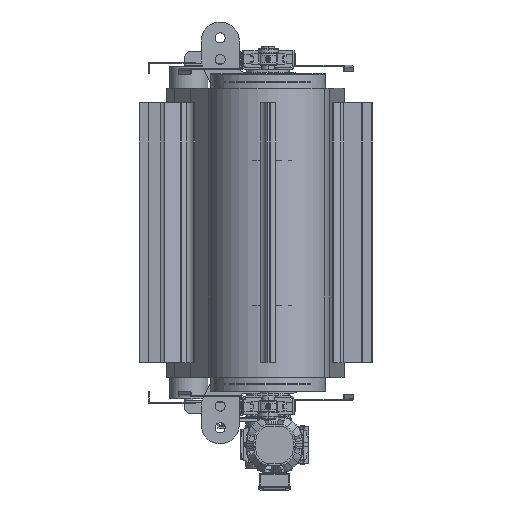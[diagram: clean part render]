
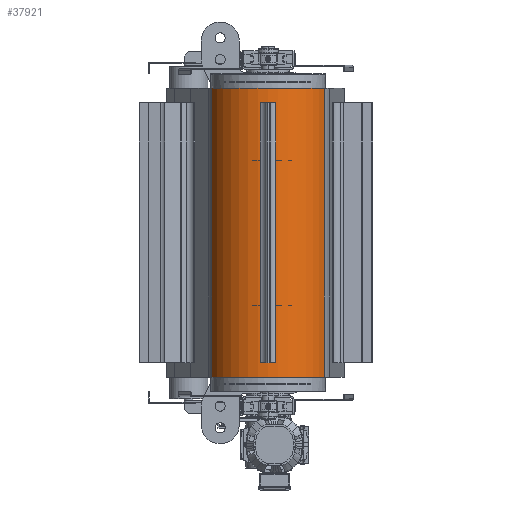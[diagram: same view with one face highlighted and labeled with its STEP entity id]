
A CAD part, left-side view. The second image highlights one B-rep face of the part: STEP entity #37921.
In plain terms, the highlighted cylindrical face has radius 213 mm (diameter 426 mm), a partial arc.
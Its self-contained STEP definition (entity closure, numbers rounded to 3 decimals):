
#7381=FACE_OUTER_BOUND('',#12264,.F.);
#12264=EDGE_LOOP('',(#28922,#28923,#28924,#28925));
#28922=ORIENTED_EDGE('',*,*,#66417,.T.);
#28923=ORIENTED_EDGE('',*,*,#66468,.F.);
#28924=ORIENTED_EDGE('',*,*,#66445,.T.);
#28925=ORIENTED_EDGE('',*,*,#66467,.T.);
#37921=ADVANCED_FACE('',(#7381),#40207,.T.);
#40207=CYLINDRICAL_SURFACE('',#82361,213.);
#44293=CIRCLE('',#82305,213.);
#44303=CIRCLE('',#82315,213.);
#49979=LINE('',#123186,#56806);
#49980=LINE('',#123187,#56807);
#56806=VECTOR('',#100977,1000.);
#56807=VECTOR('',#100978,1000.);
#66417=EDGE_CURVE('',#74420,#74421,#44293,.T.);
#66445=EDGE_CURVE('',#74392,#74393,#44303,.T.);
#66467=EDGE_CURVE('',#74393,#74420,#49979,.T.);
#66468=EDGE_CURVE('',#74392,#74421,#49980,.T.);
#74392=VERTEX_POINT('',#123024);
#74393=VERTEX_POINT('',#123025);
#74420=VERTEX_POINT('',#123052);
#74421=VERTEX_POINT('',#123053);
#82305=AXIS2_PLACEMENT_3D('',#123136,#100911,#100912);
#82315=AXIS2_PLACEMENT_3D('',#123164,#100949,#100950);
#82361=AXIS2_PLACEMENT_3D('',#123267,#101098,#101099);
#100911=DIRECTION('',(0.,0.,1.));
#100912=DIRECTION('',(-0.408,0.913,0.));
#100949=DIRECTION('',(0.,0.,-1.));
#100950=DIRECTION('',(-0.41,-0.912,0.));
#100977=DIRECTION('',(0.,0.,1.));
#100978=DIRECTION('',(0.,0.,1.));
#101098=DIRECTION('',(0.,0.,1.));
#101099=DIRECTION('',(-0.327,0.945,0.));
#123024=CARTESIAN_POINT('',(-1327.426,-306.231,-500.));
#123025=CARTESIAN_POINT('',(-1326.85,82.489,-500.));
#123052=CARTESIAN_POINT('',(-1326.85,82.489,500.));
#123053=CARTESIAN_POINT('',(-1327.426,-306.231,500.));
#123136=CARTESIAN_POINT('',(-1240.,-112.,500.));
#123164=CARTESIAN_POINT('',(-1240.,-112.,-500.));
#123186=CARTESIAN_POINT('',(-1326.85,82.489,-500.));
#123187=CARTESIAN_POINT('',(-1327.426,-306.231,-500.));
#123267=CARTESIAN_POINT('',(-1240.,-112.,550.));
